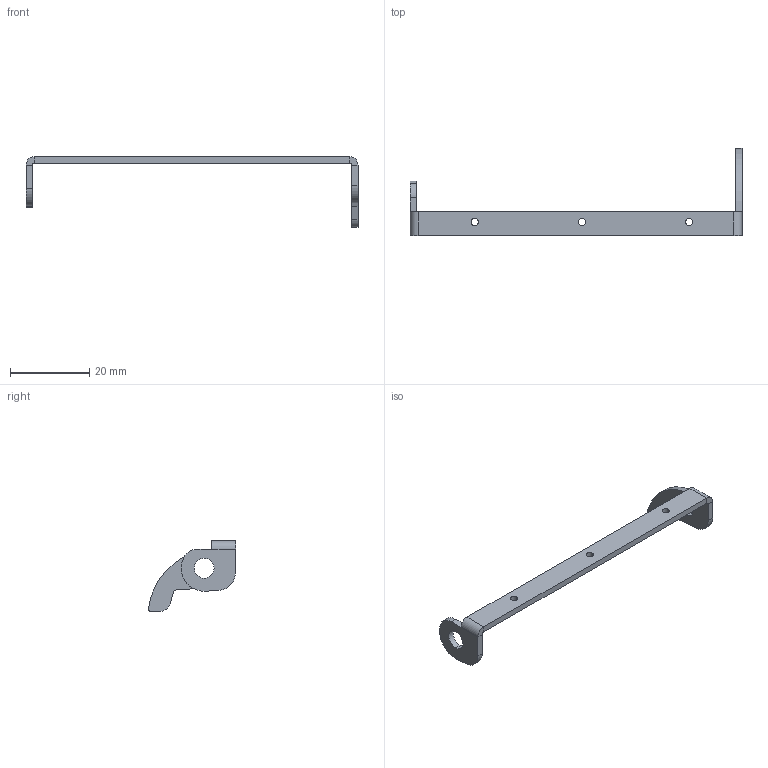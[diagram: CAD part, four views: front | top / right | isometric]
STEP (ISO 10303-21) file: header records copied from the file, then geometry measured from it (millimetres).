
FILE_DESCRIPTION (( 'STEP AP214' ), '1' );
FILE_NAME ('Counter - Ratchet Spring Base.STEP', '2025-07-06T08:34:34', ( '' ), ( '' ), 'SwSTEP 2.0', 'SolidWorks 2025', '' );
FILE_SCHEMA (( 'AUTOMOTIVE_DESIGN' ));
Length unit declared in the file: millimetre
Products named in the file (1): Counter - Ratchet Spring Base
Bounding box: 83.6 x 21.95 x 17.7 mm (x, y, z)
Volume: 1225.1 mm3; surface area: 2025.1 mm2
Topology: 1 solids, 1 shells, 41 faces, 101 edges, 62 vertices
Faces by surface type: cylinder 22, plane 19
Entity records: 1265 total; most frequent: DIRECTION 229, CARTESIAN_POINT 205, ORIENTED_EDGE 202, EDGE_CURVE 101, AXIS2_PLACEMENT_3D 86, VERTEX_POINT 62, VECTOR 57, LINE 57
